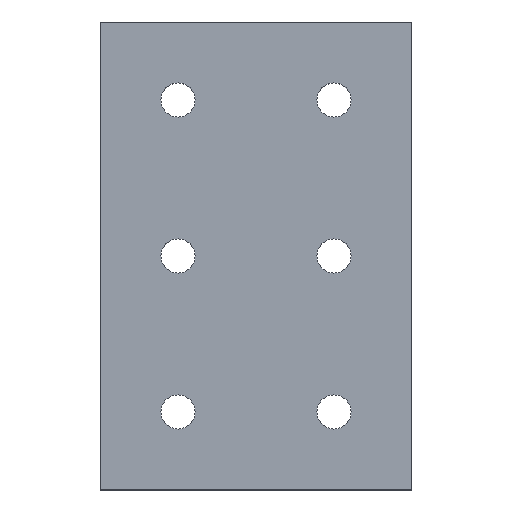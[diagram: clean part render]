
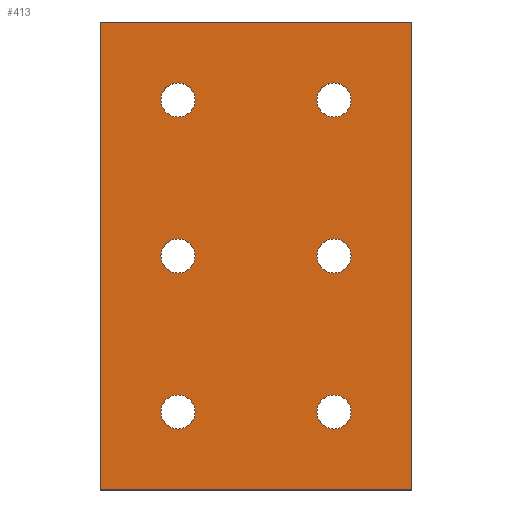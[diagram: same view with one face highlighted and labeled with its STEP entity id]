
A CAD part, top view. The second image highlights one B-rep face of the part: STEP entity #413.
In plain terms, the highlighted planar face has unit normal (0, 0, 1).
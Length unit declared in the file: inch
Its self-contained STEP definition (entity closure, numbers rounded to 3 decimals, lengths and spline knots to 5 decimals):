
#2=DIRECTION('',(1.,0.,0.));
#3=VECTOR('',#2,3.);
#4=CARTESIAN_POINT('',(-1.5,4.5,0.25));
#5=LINE('',#4,#3);
#86=CARTESIAN_POINT('',(-0.75,3.75,0.25));
#87=DIRECTION('',(0.,0.,-1.));
#88=DIRECTION('',(1.,0.,0.));
#89=AXIS2_PLACEMENT_3D('',#86,#87,#88);
#91=CARTESIAN_POINT('',(-0.75,3.75,0.25));
#92=DIRECTION('',(0.,0.,-1.));
#93=DIRECTION('',(-1.,0.,0.));
#94=AXIS2_PLACEMENT_3D('',#91,#92,#93);
#96=CARTESIAN_POINT('',(-0.75,2.25,0.25));
#97=DIRECTION('',(0.,0.,-1.));
#98=DIRECTION('',(1.,0.,0.));
#99=AXIS2_PLACEMENT_3D('',#96,#97,#98);
#101=CARTESIAN_POINT('',(-0.75,2.25,0.25));
#102=DIRECTION('',(0.,0.,-1.));
#103=DIRECTION('',(-1.,0.,0.));
#104=AXIS2_PLACEMENT_3D('',#101,#102,#103);
#106=CARTESIAN_POINT('',(-0.75,0.75,0.25));
#107=DIRECTION('',(0.,0.,-1.));
#108=DIRECTION('',(1.,0.,0.));
#109=AXIS2_PLACEMENT_3D('',#106,#107,#108);
#111=CARTESIAN_POINT('',(-0.75,0.75,0.25));
#112=DIRECTION('',(0.,0.,-1.));
#113=DIRECTION('',(-1.,0.,0.));
#114=AXIS2_PLACEMENT_3D('',#111,#112,#113);
#116=CARTESIAN_POINT('',(0.75,3.75,0.25));
#117=DIRECTION('',(0.,0.,-1.));
#118=DIRECTION('',(1.,0.,0.));
#119=AXIS2_PLACEMENT_3D('',#116,#117,#118);
#121=CARTESIAN_POINT('',(0.75,3.75,0.25));
#122=DIRECTION('',(0.,0.,-1.));
#123=DIRECTION('',(-1.,0.,0.));
#124=AXIS2_PLACEMENT_3D('',#121,#122,#123);
#126=CARTESIAN_POINT('',(0.75,2.25,0.25));
#127=DIRECTION('',(0.,0.,-1.));
#128=DIRECTION('',(1.,0.,0.));
#129=AXIS2_PLACEMENT_3D('',#126,#127,#128);
#131=CARTESIAN_POINT('',(0.75,2.25,0.25));
#132=DIRECTION('',(0.,0.,-1.));
#133=DIRECTION('',(-1.,0.,0.));
#134=AXIS2_PLACEMENT_3D('',#131,#132,#133);
#136=CARTESIAN_POINT('',(0.75,0.75,0.25));
#137=DIRECTION('',(0.,0.,-1.));
#138=DIRECTION('',(1.,0.,0.));
#139=AXIS2_PLACEMENT_3D('',#136,#137,#138);
#141=CARTESIAN_POINT('',(0.75,0.75,0.25));
#142=DIRECTION('',(0.,0.,-1.));
#143=DIRECTION('',(-1.,0.,0.));
#144=AXIS2_PLACEMENT_3D('',#141,#142,#143);
#194=DIRECTION('',(0.,-1.,0.));
#195=VECTOR('',#194,4.5);
#196=CARTESIAN_POINT('',(1.5,4.5,0.25));
#197=LINE('',#196,#195);
#202=DIRECTION('',(-1.,0.,0.));
#203=VECTOR('',#202,3.);
#204=CARTESIAN_POINT('',(1.5,0.,0.25));
#205=LINE('',#204,#203);
#210=DIRECTION('',(0.,1.,0.));
#211=VECTOR('',#210,4.5);
#212=CARTESIAN_POINT('',(-1.5,0.,0.25));
#213=LINE('',#212,#211);
#222=CARTESIAN_POINT('',(-1.5,4.5,0.25));
#223=VERTEX_POINT('',#222);
#224=CARTESIAN_POINT('',(1.5,4.5,0.25));
#225=VERTEX_POINT('',#224);
#228=CARTESIAN_POINT('',(-1.5,0.,0.25));
#229=VERTEX_POINT('',#228);
#232=CARTESIAN_POINT('',(1.5,0.,0.25));
#233=VERTEX_POINT('',#232);
#234=CARTESIAN_POINT('',(0.914,0.75,0.25));
#236=VERTEX_POINT('',#234);
#238=CARTESIAN_POINT('',(0.586,0.75,0.25));
#240=VERTEX_POINT('',#238);
#242=CARTESIAN_POINT('',(0.914,2.25,0.25));
#244=VERTEX_POINT('',#242);
#246=CARTESIAN_POINT('',(0.586,2.25,0.25));
#248=VERTEX_POINT('',#246);
#250=CARTESIAN_POINT('',(0.914,3.75,0.25));
#252=VERTEX_POINT('',#250);
#254=CARTESIAN_POINT('',(0.586,3.75,0.25));
#256=VERTEX_POINT('',#254);
#258=CARTESIAN_POINT('',(-0.586,0.75,0.25));
#260=VERTEX_POINT('',#258);
#262=CARTESIAN_POINT('',(-0.914,0.75,0.25));
#264=VERTEX_POINT('',#262);
#266=CARTESIAN_POINT('',(-0.586,2.25,0.25));
#268=VERTEX_POINT('',#266);
#270=CARTESIAN_POINT('',(-0.914,2.25,0.25));
#272=VERTEX_POINT('',#270);
#274=CARTESIAN_POINT('',(-0.586,3.75,0.25));
#276=VERTEX_POINT('',#274);
#278=CARTESIAN_POINT('',(-0.914,3.75,0.25));
#280=VERTEX_POINT('',#278);
#364=CARTESIAN_POINT('',(0.,0.,0.25));
#365=DIRECTION('',(0.,0.,1.));
#366=DIRECTION('',(1.,0.,0.));
#367=AXIS2_PLACEMENT_3D('',#364,#365,#366);
#368=PLANE('',#367);
#369=ORIENTED_EDGE('',*,*,#291,.T.);
#371=ORIENTED_EDGE('',*,*,#370,.T.);
#373=ORIENTED_EDGE('',*,*,#372,.T.);
#375=ORIENTED_EDGE('',*,*,#374,.T.);
#376=EDGE_LOOP('',(#369,#371,#373,#375));
#377=FACE_OUTER_BOUND('',#376,.F.);
#379=ORIENTED_EDGE('',*,*,#378,.F.);
#381=ORIENTED_EDGE('',*,*,#380,.F.);
#382=EDGE_LOOP('',(#379,#381));
#383=FACE_BOUND('',#382,.F.);
#385=ORIENTED_EDGE('',*,*,#384,.F.);
#387=ORIENTED_EDGE('',*,*,#386,.F.);
#388=EDGE_LOOP('',(#385,#387));
#389=FACE_BOUND('',#388,.F.);
#391=ORIENTED_EDGE('',*,*,#390,.F.);
#393=ORIENTED_EDGE('',*,*,#392,.F.);
#394=EDGE_LOOP('',(#391,#393));
#395=FACE_BOUND('',#394,.F.);
#397=ORIENTED_EDGE('',*,*,#396,.F.);
#399=ORIENTED_EDGE('',*,*,#398,.F.);
#400=EDGE_LOOP('',(#397,#399));
#401=FACE_BOUND('',#400,.F.);
#403=ORIENTED_EDGE('',*,*,#402,.F.);
#405=ORIENTED_EDGE('',*,*,#404,.F.);
#406=EDGE_LOOP('',(#403,#405));
#407=FACE_BOUND('',#406,.F.);
#409=ORIENTED_EDGE('',*,*,#408,.F.);
#410=ORIENTED_EDGE('',*,*,#354,.F.);
#411=EDGE_LOOP('',(#409,#410));
#412=FACE_BOUND('',#411,.F.);
#413=ADVANCED_FACE('',(#377,#383,#389,#395,#401,#407,#412),#368,.T.);
#90=CIRCLE('',#89,0.164);
#95=CIRCLE('',#94,0.164);
#100=CIRCLE('',#99,0.164);
#105=CIRCLE('',#104,0.164);
#110=CIRCLE('',#109,0.164);
#115=CIRCLE('',#114,0.164);
#120=CIRCLE('',#119,0.164);
#125=CIRCLE('',#124,0.164);
#130=CIRCLE('',#129,0.164);
#135=CIRCLE('',#134,0.164);
#140=CIRCLE('',#139,0.164);
#145=CIRCLE('',#144,0.164);
#291=EDGE_CURVE('',#223,#225,#5,.T.);
#354=EDGE_CURVE('',#280,#276,#95,.T.);
#370=EDGE_CURVE('',#225,#233,#197,.T.);
#372=EDGE_CURVE('',#233,#229,#205,.T.);
#374=EDGE_CURVE('',#229,#223,#213,.T.);
#378=EDGE_CURVE('',#268,#272,#100,.T.);
#380=EDGE_CURVE('',#272,#268,#105,.T.);
#384=EDGE_CURVE('',#260,#264,#110,.T.);
#386=EDGE_CURVE('',#264,#260,#115,.T.);
#390=EDGE_CURVE('',#252,#256,#120,.T.);
#392=EDGE_CURVE('',#256,#252,#125,.T.);
#396=EDGE_CURVE('',#244,#248,#130,.T.);
#398=EDGE_CURVE('',#248,#244,#135,.T.);
#402=EDGE_CURVE('',#236,#240,#140,.T.);
#404=EDGE_CURVE('',#240,#236,#145,.T.);
#408=EDGE_CURVE('',#276,#280,#90,.T.);
